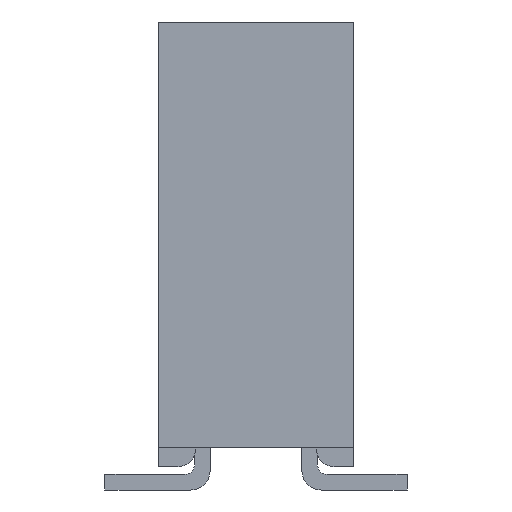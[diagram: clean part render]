
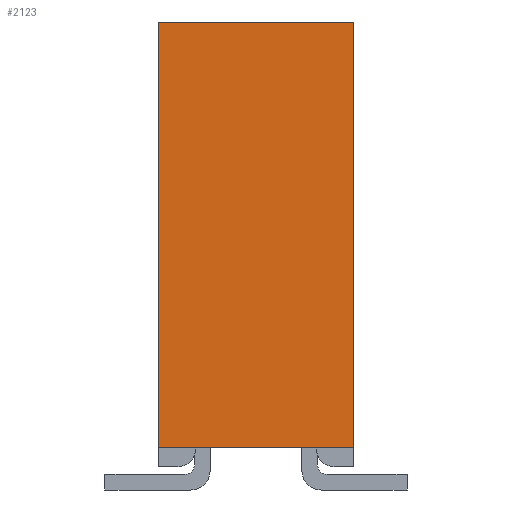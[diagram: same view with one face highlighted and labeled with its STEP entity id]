
A CAD part, left-side view. The second image highlights one B-rep face of the part: STEP entity #2123.
In plain terms, the highlighted planar face has unit normal (-1, 0, 0).
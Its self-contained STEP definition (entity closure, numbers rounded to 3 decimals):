
#2123 = ADVANCED_FACE('',(#2124),#2158,.F.);
#2124 = FACE_BOUND('',#2125,.T.);
#2125 = EDGE_LOOP('',(#2126,#2136,#2144,#2152));
#2126 = ORIENTED_EDGE('',*,*,#2127,.T.);
#2127 = EDGE_CURVE('',#2128,#2130,#2132,.T.);
#2128 = VERTEX_POINT('',#2129);
#2129 = CARTESIAN_POINT('',(-7.112,5.791,-1.27));
#2130 = VERTEX_POINT('',#2131);
#2131 = CARTESIAN_POINT('',(-7.112,0.254,-1.27));
#2132 = LINE('',#2133,#2134);
#2133 = CARTESIAN_POINT('',(-7.112,5.791,-1.27));
#2134 = VECTOR('',#2135,1.);
#2135 = DIRECTION('',(0.,-1.,0.));
#2136 = ORIENTED_EDGE('',*,*,#2137,.T.);
#2137 = EDGE_CURVE('',#2130,#2138,#2140,.T.);
#2138 = VERTEX_POINT('',#2139);
#2139 = CARTESIAN_POINT('',(-7.112,0.254,1.27));
#2140 = LINE('',#2141,#2142);
#2141 = CARTESIAN_POINT('',(-7.112,0.254,-0.787));
#2142 = VECTOR('',#2143,1.);
#2143 = DIRECTION('',(0.,0.,1.));
#2144 = ORIENTED_EDGE('',*,*,#2145,.F.);
#2145 = EDGE_CURVE('',#2146,#2138,#2148,.T.);
#2146 = VERTEX_POINT('',#2147);
#2147 = CARTESIAN_POINT('',(-7.112,5.791,1.27));
#2148 = LINE('',#2149,#2150);
#2149 = CARTESIAN_POINT('',(-7.112,5.791,1.27));
#2150 = VECTOR('',#2151,1.);
#2151 = DIRECTION('',(0.,-1.,0.));
#2152 = ORIENTED_EDGE('',*,*,#2153,.F.);
#2153 = EDGE_CURVE('',#2128,#2146,#2154,.T.);
#2154 = LINE('',#2155,#2156);
#2155 = CARTESIAN_POINT('',(-7.112,5.791,-1.27));
#2156 = VECTOR('',#2157,1.);
#2157 = DIRECTION('',(0.,0.,1.));
#2158 = PLANE('',#2159);
#2159 = AXIS2_PLACEMENT_3D('',#2160,#2161,#2162);
#2160 = CARTESIAN_POINT('',(-7.112,5.791,-1.27));
#2161 = DIRECTION('',(1.,0.,0.));
#2162 = DIRECTION('',(0.,0.,-1.));
